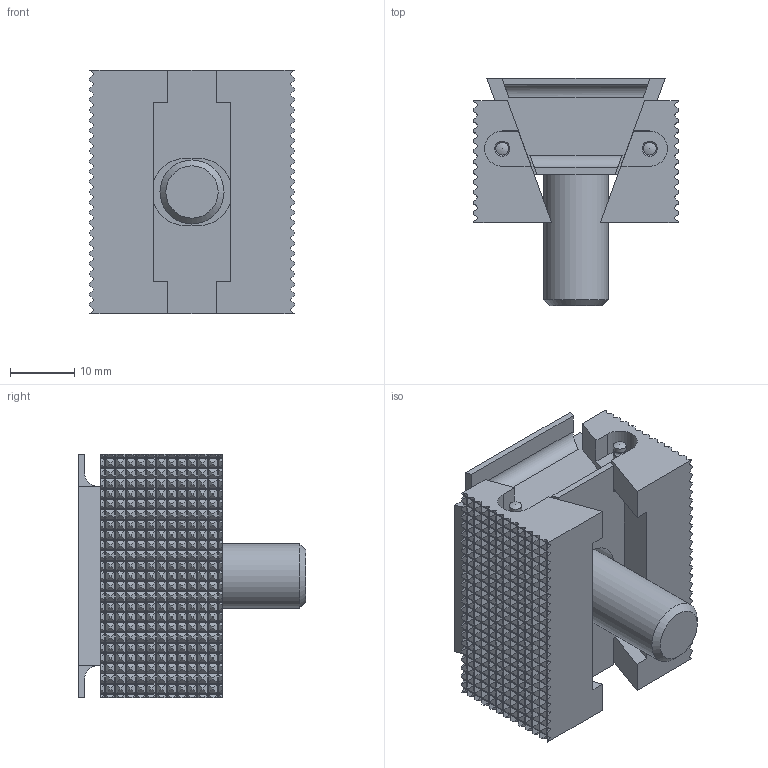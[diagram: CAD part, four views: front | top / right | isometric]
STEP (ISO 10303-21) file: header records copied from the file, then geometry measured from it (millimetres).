
FILE_DESCRIPTION( ( 'STEP AP214' ), '1' );
FILE_NAME( 'K0039.2210.stp', '2020-11-24T15:19:35', ( '' ), ( '' ), ' ', 'PARTsolutions', ' ' );
FILE_SCHEMA( ( 'AUTOMOTIVE_DESIGN { 1 0 10303 214 1 1 1 1 }' ) );
Length unit declared in the file: millimetre
Products named in the file (5): K0039.2210; _K0039.2210_spannkeil; _backe_K0039.2210; _din_1469_2; _K0869.10X25
Assembly tree (8 placements, depth 2):
  K0039.2210
    _K0039.2210_spannkeil
    _backe_K0039.2210  x2
    _din_1469_2  x4
    _K0869.10X25
Bounding box: 31.98 x 35.5 x 38 mm (x, y, z)
Volume: 19644.3 mm3; surface area: 11696.8 mm2
Topology: 8 solids, 8 shells, 2701 faces, 7952 edges, 5295 vertices
Faces by surface type: plane 2656, cylinder 26, cone 10, torus 5, bspline 4
Full cylindrical faces by diameter (mm): 2 x12, 10 x1, 16 x1
Entity records: 55677 total; most frequent: CARTESIAN_POINT 8105, ORIENTED_EDGE 8028, DIRECTION 6816, EDGE_CURVE 4014, LINE 3970, VECTOR 3970, VERTEX_POINT 2684, AXIS2_PLACEMENT_3D 1423
